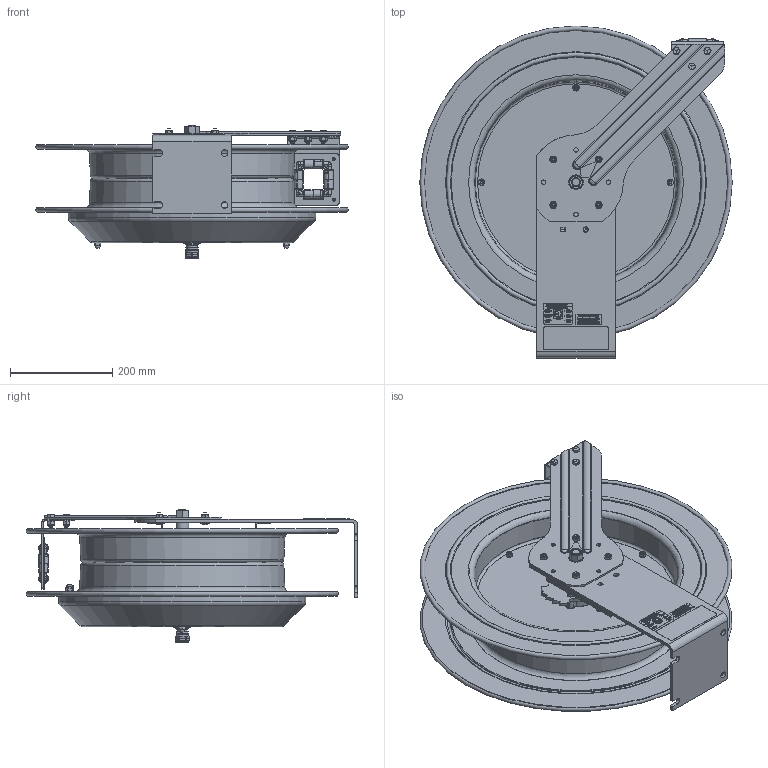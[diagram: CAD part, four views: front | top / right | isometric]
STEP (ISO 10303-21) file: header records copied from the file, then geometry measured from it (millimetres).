
FILE_DESCRIPTION(/* description */ (''),/* implementation_level */ '2;1');
FILE_NAME(/* name */ 'EZ-PC24-0016-E_SHARED.stp',/* time_stamp */ '2020-03-13T08:26:50-07:00',/* author */ ('NMelton'),/* organization */ (''),/* preprocessor_version */ 'ST-DEVELOPER v17',/* originating_system */ 'Autodesk Inventor 2019',/* authorisation */ '');
FILE_SCHEMA (('AUTOMOTIVE_DESIGN { 1 0 10303 214 3 1 1 }'));
Products named in the file (1): EZ-PC24-0016-E_SHARED
Bounding box: 609.6 x 647.7 x 258.17 mm (x, y, z)
Surface area: 1768763.8 mm2 (no closed solid volume)
Topology: 0 solids, 234 shells, 2915 faces, 14325 edges, 11177 vertices
Faces by surface type: plane 1793, bspline 467, cylinder 394, cone 155, torus 77, sphere 29
Full cylindrical faces by diameter (mm): 4.699 x4, 5.556 x3, 6.35 x4, 7.62 x1, 7.938 x3, 8.636 x4, 8.731 x3, 10.414 x1, 11.43 x3, 12.192 x7, 12.446 x1, 12.7 x3, 15.875 x2, 18.542 x1, 19.05 x5, 21.488 x1, 23.698 x1, 25.362 x1, 25.4 x2, 26.568 x1, 28.448 x1, 28.702 x1, 34.112 x1, 60.96 x1, 482.6 x1
Entity records: 152185 total; most frequent: CARTESIAN_POINT 46035, ORIENTED_EDGE 19863, DIRECTION 17300, EDGE_CURVE 14300, VERTEX_POINT 11177, LINE 8618, VECTOR 8618, AXIS2_PLACEMENT_3D 4341
